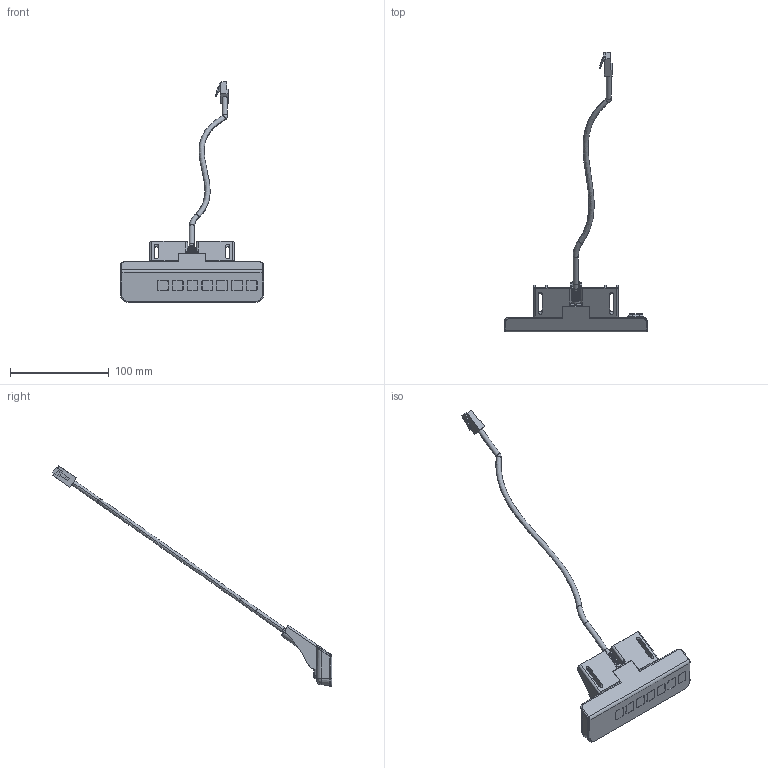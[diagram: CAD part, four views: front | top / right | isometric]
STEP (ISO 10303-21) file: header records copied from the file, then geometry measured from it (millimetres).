
FILE_DESCRIPTION((''),'2;1');
FILE_NAME('JCHT35K9-SJT_ASM','2020-01-07T10:39:08',('u'),('捷昌驱动'),'CREO PARAMETRIC BY PTC INC, 2018100','CREO PARAMETRIC BY PTC INC, 2018100','');
FILE_SCHEMA(('CONFIG_CONTROL_DESIGN'));
Length unit declared in the file: millimetre
Products named in the file (10): PRT0004_AF0_55_1_1_1; ASM0004_ASM_27_ASM_1_ASM_1_ASM__ASM; JCHT35K-ANJIAN_1_1_1; JCHT35K_ASM_1_ASM_1_ASM_1_ASM; JCHT35J-KA_2_1; SJT_1_1; JCHT35K_ASM_ASM_1_ASM_1_ASM; PRT0005_1; JCHT35K-SJT_ASM_1_ASM; JCHT35K9-SJT_ASM
Assembly tree (15 placements, depth 6):
  JCHT35K9-SJT_ASM
    JCHT35K-SJT_ASM_1_ASM
      JCHT35K_ASM_ASM_1_ASM_1_ASM
        JCHT35K_ASM_1_ASM_1_ASM_1_ASM
          ASM0004_ASM_27_ASM_1_ASM_1_ASM__ASM
            PRT0004_AF0_55_1_1_1
          JCHT35K-ANJIAN_1_1_1  x7
        JCHT35J-KA_2_1
        SJT_1_1
      PRT0005_1
Bounding box: 145 x 283.12 x 223.42 mm (x, y, z)
Volume: 52499.5 mm3; surface area: 53011.7 mm2
Topology: 11 solids, 11 shells, 886 faces, 2464 edges, 1621 vertices
Faces by surface type: plane 447, cylinder 248, cone 76, torus 75, bspline 34, extrusion 4, revolution 2
Entity records: 21283 total; most frequent: CARTESIAN_POINT 6447, ORIENTED_EDGE 3236, DIRECTION 2819, EDGE_CURVE 1618, VERTEX_POINT 1063, AXIS2_PLACEMENT_3D 945, VECTOR 927, LINE 923
